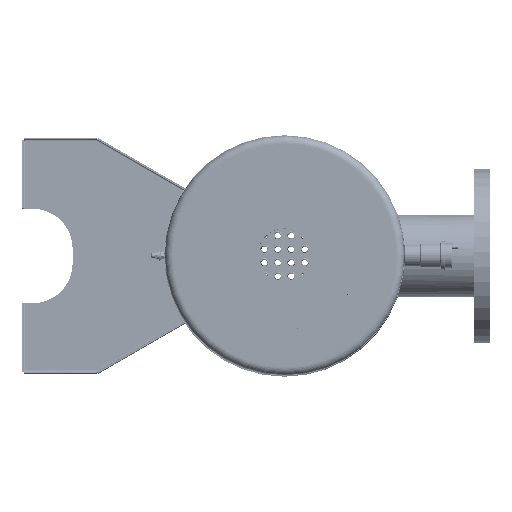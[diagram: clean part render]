
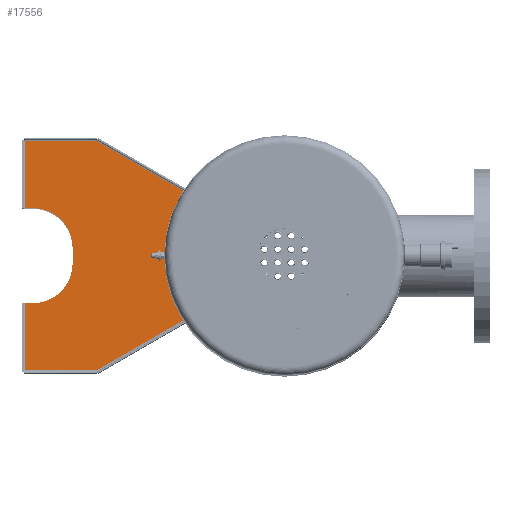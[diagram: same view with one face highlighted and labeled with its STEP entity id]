
A CAD part, top view. The second image highlights one B-rep face of the part: STEP entity #17556.
In plain terms, the highlighted face is planar.
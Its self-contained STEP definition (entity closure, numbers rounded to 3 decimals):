
#433 = DIRECTION ( 'NONE',  ( 0., 0., 1. ) ) ;
#776 = DIRECTION ( 'NONE',  ( 0., 0., -1. ) ) ;
#926 = VECTOR ( 'NONE', #4252, 1000. ) ;
#928 = EDGE_CURVE ( 'NONE', #13230, #22487, #21396, .T. ) ;
#953 = EDGE_CURVE ( 'NONE', #14742, #9132, #8632, .T. ) ;
#1048 = EDGE_CURVE ( 'NONE', #10091, #16425, #17404, .T. ) ;
#1362 = ORIENTED_EDGE ( 'NONE', *, *, #4171, .F. ) ;
#1367 = CARTESIAN_POINT ( 'NONE',  ( -2., 10., -60. ) ) ;
#1423 = EDGE_LOOP ( 'NONE', ( #17644, #7255, #1362, #21352, #6127, #1737, #17661, #7360, #10216, #18539, #2965, #17467 ) ) ;
#1737 = ORIENTED_EDGE ( 'NONE', *, *, #21870, .F. ) ;
#1970 = DIRECTION ( 'NONE',  ( 0., -1., 0. ) ) ;
#2032 = EDGE_CURVE ( 'NONE', #16425, #3911, #8116, .T. ) ;
#2348 = CARTESIAN_POINT ( 'NONE',  ( -2., -60., 0. ) ) ;
#2510 = VECTOR ( 'NONE', #22766, 1000. ) ;
#2932 = VECTOR ( 'NONE', #1970, 1000. ) ;
#2965 = ORIENTED_EDGE ( 'NONE', *, *, #5398, .F. ) ;
#3228 = CARTESIAN_POINT ( 'NONE',  ( -2., -145., -90.5 ) ) ;
#3352 = CARTESIAN_POINT ( 'NONE',  ( -2., 81.833, -199.909 ) ) ;
#3426 = DIRECTION ( 'NONE',  ( 0., 0., -1. ) ) ;
#3540 = VECTOR ( 'NONE', #3710, 1000. ) ;
#3692 = DIRECTION ( 'NONE',  ( -1., 0., 0. ) ) ;
#3710 = DIRECTION ( 'NONE',  ( 0., -1., 0. ) ) ;
#3911 = VERTEX_POINT ( 'NONE', #20080 ) ;
#4171 = EDGE_CURVE ( 'NONE', #9132, #20894, #4721, .T. ) ;
#4252 = DIRECTION ( 'NONE',  ( 0., 0.5, 0.866 ) ) ;
#4558 = EDGE_CURVE ( 'NONE', #3911, #17215, #9273, .T. ) ;
#4623 = CARTESIAN_POINT ( 'NONE',  ( -2., -145., -90.5 ) ) ;
#4721 = CIRCLE ( 'NONE', #5096, 50. ) ;
#5096 = AXIS2_PLACEMENT_3D ( 'NONE', #20785, #6142, #10121 ) ;
#5398 = EDGE_CURVE ( 'NONE', #22487, #10091, #15394, .T. ) ;
#5447 = CARTESIAN_POINT ( 'NONE',  ( -2., 0., -328. ) ) ;
#5462 = CARTESIAN_POINT ( 'NONE',  ( -2., 0., -328. ) ) ;
#5525 = DIRECTION ( 'NONE',  ( 0., 0., 1. ) ) ;
#5867 = DIRECTION ( 'NONE',  ( 0., -1., 0. ) ) ;
#6127 = ORIENTED_EDGE ( 'NONE', *, *, #8820, .F. ) ;
#6142 = DIRECTION ( 'NONE',  ( -1., 0., 0. ) ) ;
#6936 = CARTESIAN_POINT ( 'NONE',  ( -2., 10., -10. ) ) ;
#6993 = DIRECTION ( 'NONE',  ( 0., 0., -1. ) ) ;
#7255 = ORIENTED_EDGE ( 'NONE', *, *, #21696, .F. ) ;
#7274 = AXIS2_PLACEMENT_3D ( 'NONE', #5462, #21292, #15920 ) ;
#7360 = ORIENTED_EDGE ( 'NONE', *, *, #4558, .F. ) ;
#7583 = CARTESIAN_POINT ( 'NONE',  ( -2., 60., -10. ) ) ;
#7643 = CARTESIAN_POINT ( 'NONE',  ( -2., 60., 0. ) ) ;
#7750 = CIRCLE ( 'NONE', #13765, 50. ) ;
#7817 = CARTESIAN_POINT ( 'NONE',  ( -2., 145., 0. ) ) ;
#8116 = LINE ( 'NONE', #22280, #926 ) ;
#8403 = VECTOR ( 'NONE', #6993, 1000. ) ;
#8632 = LINE ( 'NONE', #1367, #3540 ) ;
#8820 = EDGE_CURVE ( 'NONE', #21823, #14742, #7750, .T. ) ;
#8860 = EDGE_CURVE ( 'NONE', #21458, #13230, #18408, .T. ) ;
#9132 = VERTEX_POINT ( 'NONE', #9375 ) ;
#9273 = LINE ( 'NONE', #21568, #18203 ) ;
#9341 = LINE ( 'NONE', #16383, #13014 ) ;
#9375 = CARTESIAN_POINT ( 'NONE',  ( -2., -10., -60. ) ) ;
#9861 = EDGE_CURVE ( 'NONE', #17215, #22757, #12992, .T. ) ;
#10091 = VERTEX_POINT ( 'NONE', #13104 ) ;
#10121 = DIRECTION ( 'NONE',  ( 0., 0., 1. ) ) ;
#10216 = ORIENTED_EDGE ( 'NONE', *, *, #2032, .F. ) ;
#11061 = CARTESIAN_POINT ( 'NONE',  ( -2., 10., -60. ) ) ;
#12235 = CARTESIAN_POINT ( 'NONE',  ( -2., -60., -10. ) ) ;
#12374 = FACE_OUTER_BOUND ( 'NONE', #1423, .T. ) ;
#12712 = DIRECTION ( 'NONE',  ( 0., 0., 1. ) ) ;
#12992 = LINE ( 'NONE', #7817, #2932 ) ;
#13014 = VECTOR ( 'NONE', #433, 1000. ) ;
#13104 = CARTESIAN_POINT ( 'NONE',  ( -2., -81.833, -199.909 ) ) ;
#13230 = VERTEX_POINT ( 'NONE', #19992 ) ;
#13765 = AXIS2_PLACEMENT_3D ( 'NONE', #6936, #19481, #3426 ) ;
#14059 = CARTESIAN_POINT ( 'NONE',  ( -2., -60., 0. ) ) ;
#14742 = VERTEX_POINT ( 'NONE', #11061 ) ;
#15394 = LINE ( 'NONE', #4623, #2510 ) ;
#15656 = VECTOR ( 'NONE', #5867, 1000. ) ;
#15920 = DIRECTION ( 'NONE',  ( 0., 0., 1. ) ) ;
#16032 = CARTESIAN_POINT ( 'NONE',  ( -2., -145., 0. ) ) ;
#16383 = CARTESIAN_POINT ( 'NONE',  ( -2., -60., 0. ) ) ;
#16425 = VERTEX_POINT ( 'NONE', #3352 ) ;
#17215 = VERTEX_POINT ( 'NONE', #20229 ) ;
#17404 = CIRCLE ( 'NONE', #7274, 152. ) ;
#17467 = ORIENTED_EDGE ( 'NONE', *, *, #928, .F. ) ;
#17556 = ADVANCED_FACE ( 'NONE', ( #12374 ), #17652, .T. ) ;
#17644 = ORIENTED_EDGE ( 'NONE', *, *, #8860, .F. ) ;
#17652 = PLANE ( 'NONE',  #19925 ) ;
#17661 = ORIENTED_EDGE ( 'NONE', *, *, #9861, .F. ) ;
#18203 = VECTOR ( 'NONE', #5525, 1000. ) ;
#18408 = LINE ( 'NONE', #2348, #15656 ) ;
#18539 = ORIENTED_EDGE ( 'NONE', *, *, #1048, .F. ) ;
#19481 = DIRECTION ( 'NONE',  ( -1., 0., 0. ) ) ;
#19925 = AXIS2_PLACEMENT_3D ( 'NONE', #5447, #3692, #12712 ) ;
#19992 = CARTESIAN_POINT ( 'NONE',  ( -2., -145., 0. ) ) ;
#20080 = CARTESIAN_POINT ( 'NONE',  ( -2., 145., -90.5 ) ) ;
#20229 = CARTESIAN_POINT ( 'NONE',  ( -2., 145., 0. ) ) ;
#20588 = LINE ( 'NONE', #22329, #22735 ) ;
#20785 = CARTESIAN_POINT ( 'NONE',  ( -2., -10., -10. ) ) ;
#20894 = VERTEX_POINT ( 'NONE', #12235 ) ;
#21292 = DIRECTION ( 'NONE',  ( -1., 0., 0. ) ) ;
#21352 = ORIENTED_EDGE ( 'NONE', *, *, #953, .F. ) ;
#21396 = LINE ( 'NONE', #16032, #8403 ) ;
#21458 = VERTEX_POINT ( 'NONE', #14059 ) ;
#21568 = CARTESIAN_POINT ( 'NONE',  ( -2., 145., 0. ) ) ;
#21696 = EDGE_CURVE ( 'NONE', #20894, #21458, #9341, .T. ) ;
#21823 = VERTEX_POINT ( 'NONE', #7583 ) ;
#21870 = EDGE_CURVE ( 'NONE', #22757, #21823, #20588, .T. ) ;
#22280 = CARTESIAN_POINT ( 'NONE',  ( -2., 145., -90.5 ) ) ;
#22329 = CARTESIAN_POINT ( 'NONE',  ( -2., 60., 0. ) ) ;
#22487 = VERTEX_POINT ( 'NONE', #3228 ) ;
#22735 = VECTOR ( 'NONE', #776, 1000. ) ;
#22757 = VERTEX_POINT ( 'NONE', #7643 ) ;
#22766 = DIRECTION ( 'NONE',  ( 0., 0.5, -0.866 ) ) ;
